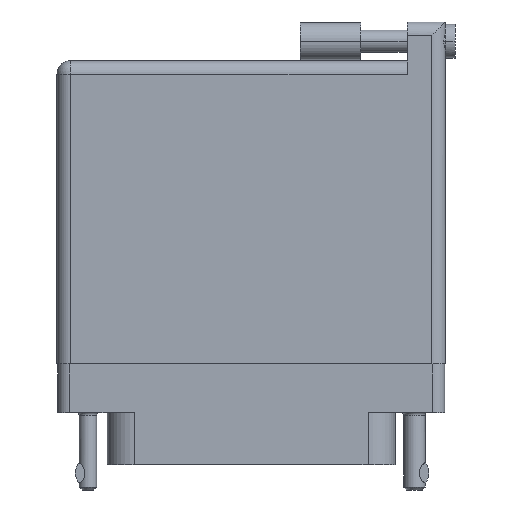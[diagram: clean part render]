
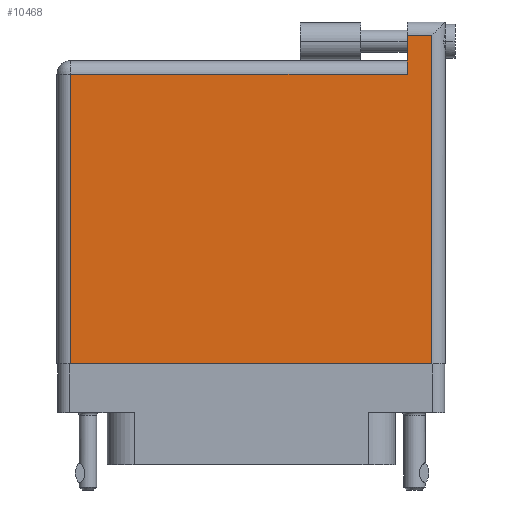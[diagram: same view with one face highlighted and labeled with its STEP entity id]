
A CAD part, front view. The second image highlights one B-rep face of the part: STEP entity #10468.
In plain terms, the highlighted face is planar.
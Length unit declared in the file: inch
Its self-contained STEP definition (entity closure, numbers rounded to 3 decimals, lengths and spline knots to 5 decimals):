
#195 = LINE ( 'NONE', #37926, #13780 ) ;
#1702 = VERTEX_POINT ( 'NONE', #4024 ) ;
#2136 = CARTESIAN_POINT ( 'NONE',  ( -0.934, -0.1, 0.4495 ) ) ;
#2230 = ORIENTED_EDGE ( 'NONE', *, *, #39841, .T. ) ;
#2440 = CARTESIAN_POINT ( 'NONE',  ( 0.807, 1.666, 0.4495 ) ) ;
#3473 = CARTESIAN_POINT ( 'NONE',  ( -0.934, -0.1, 0.4495 ) ) ;
#3629 = DIRECTION ( 'NONE',  ( 0., -1., 0. ) ) ;
#3853 = CARTESIAN_POINT ( 'NONE',  ( 0.807, 1.396, 0.4495 ) ) ;
#4024 = CARTESIAN_POINT ( 'NONE',  ( 0.807, 1.596, 0.4495 ) ) ;
#6501 = FACE_OUTER_BOUND ( 'NONE', #34767, .T. ) ;
#6810 = VERTEX_POINT ( 'NONE', #2136 ) ;
#10166 = EDGE_CURVE ( 'NONE', #1702, #48989, #17766, .T. ) ;
#10468 = ADVANCED_FACE ( 'NONE', ( #6501 ), #18200, .F. ) ;
#11572 = DIRECTION ( 'NONE',  ( 1., 0., 0. ) ) ;
#11884 = VERTEX_POINT ( 'NONE', #28972 ) ;
#12499 = AXIS2_PLACEMENT_3D ( 'NONE', #25670, #14230, #36102 ) ;
#12741 = VERTEX_POINT ( 'NONE', #39140 ) ;
#13780 = VECTOR ( 'NONE', #11572, 39.37008 ) ;
#14230 = DIRECTION ( 'NONE',  ( 0., 0., -1. ) ) ;
#15129 = VECTOR ( 'NONE', #22683, 39.37008 ) ;
#16112 = LINE ( 'NONE', #3473, #31479 ) ;
#16201 = EDGE_CURVE ( 'NONE', #11884, #1702, #47001, .T. ) ;
#17350 = LINE ( 'NONE', #25807, #35767 ) ;
#17766 = LINE ( 'NONE', #2440, #46826 ) ;
#18200 = PLANE ( 'NONE',  #12499 ) ;
#21579 = ORIENTED_EDGE ( 'NONE', *, *, #10166, .T. ) ;
#22683 = DIRECTION ( 'NONE',  ( -1., 0., 0. ) ) ;
#23811 = ORIENTED_EDGE ( 'NONE', *, *, #16201, .T. ) ;
#25670 = CARTESIAN_POINT ( 'NONE',  ( -1.004, 1.466, 0.4495 ) ) ;
#25807 = CARTESIAN_POINT ( 'NONE',  ( 0.934, 1.666, 0.4495 ) ) ;
#26696 = EDGE_CURVE ( 'NONE', #48666, #11884, #17350, .T. ) ;
#28570 = EDGE_CURVE ( 'NONE', #12741, #6810, #16112, .T. ) ;
#28972 = CARTESIAN_POINT ( 'NONE',  ( 0.934, 1.596, 0.4495 ) ) ;
#31479 = VECTOR ( 'NONE', #3629, 39.37008 ) ;
#31481 = CARTESIAN_POINT ( 'NONE',  ( 0.934, -0.1, 0.4495 ) ) ;
#32277 = ORIENTED_EDGE ( 'NONE', *, *, #26696, .T. ) ;
#33425 = DIRECTION ( 'NONE',  ( 0., 1., 0. ) ) ;
#34767 = EDGE_LOOP ( 'NONE', ( #36417, #32277, #23811, #21579, #2230, #45623 ) ) ;
#34897 = EDGE_CURVE ( 'NONE', #6810, #48666, #195, .T. ) ;
#35539 = DIRECTION ( 'NONE',  ( -1., 0., 0. ) ) ;
#35767 = VECTOR ( 'NONE', #33425, 39.37008 ) ;
#36102 = DIRECTION ( 'NONE',  ( -1., 0., 0. ) ) ;
#36417 = ORIENTED_EDGE ( 'NONE', *, *, #34897, .T. ) ;
#37689 = LINE ( 'NONE', #41714, #15129 ) ;
#37926 = CARTESIAN_POINT ( 'NONE',  ( -1.004, -0.1, 0.4495 ) ) ;
#38152 = VECTOR ( 'NONE', #35539, 39.37008 ) ;
#39140 = CARTESIAN_POINT ( 'NONE',  ( -0.934, 1.396, 0.4495 ) ) ;
#39841 = EDGE_CURVE ( 'NONE', #48989, #12741, #37689, .T. ) ;
#40610 = DIRECTION ( 'NONE',  ( 0., -1., 0. ) ) ;
#41714 = CARTESIAN_POINT ( 'NONE',  ( -1.004, 1.396, 0.4495 ) ) ;
#45623 = ORIENTED_EDGE ( 'NONE', *, *, #28570, .T. ) ;
#46300 = CARTESIAN_POINT ( 'NONE',  ( -1.004, 1.596, 0.4495 ) ) ;
#46826 = VECTOR ( 'NONE', #40610, 39.37008 ) ;
#47001 = LINE ( 'NONE', #46300, #38152 ) ;
#48666 = VERTEX_POINT ( 'NONE', #31481 ) ;
#48989 = VERTEX_POINT ( 'NONE', #3853 ) ;
